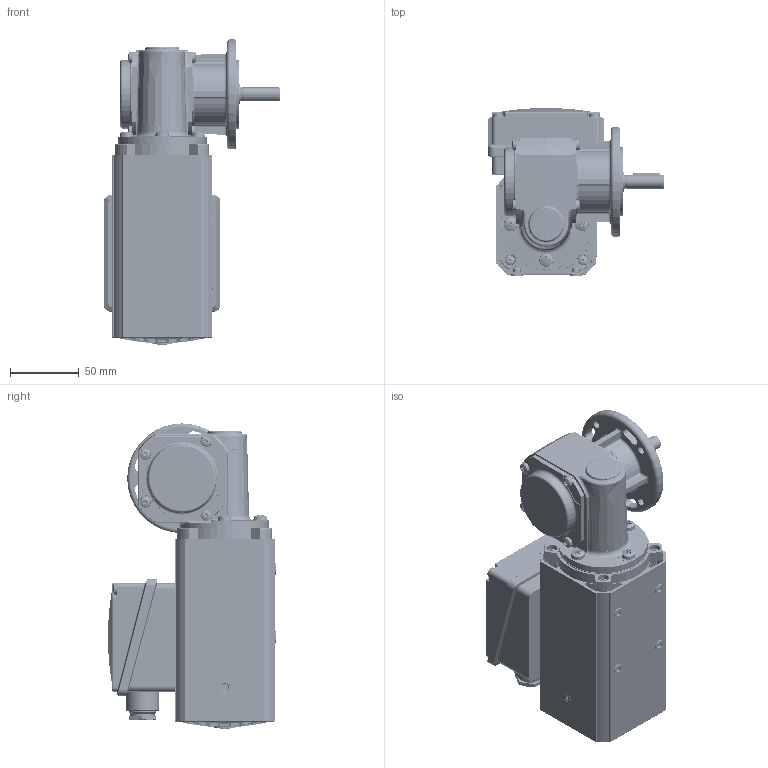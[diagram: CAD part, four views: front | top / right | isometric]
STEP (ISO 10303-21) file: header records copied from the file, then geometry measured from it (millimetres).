
FILE_DESCRIPTION (( 'STEP AP214' ), '1' );
FILE_NAME ('Motor IGLU65-40 mit Getr. VE31-K-R-31.STEP', '2017-12-11T10:14:28', ( 'gfeller' ), ( '' ), 'SwSTEP 2.0', 'SolidWorks 2017', '' );
FILE_SCHEMA (( 'AUTOMOTIVE_DESIGN' ));
Length unit declared in the file: millimetre
Products named in the file (1): Motor IGLU65-40 mit Getr. VE31-K-R-31
Bounding box: 128.5 x 122.5 x 222.5 mm (x, y, z)
Volume: 525395.5 mm3; surface area: 349704.5 mm2
Topology: 102 solids, 104 shells, 5910 faces, 14385 edges, 8475 vertices
Faces by surface type: plane 2123, cylinder 2071, cone 740, torus 495, sphere 262, bspline 219
Entity records: 251016 total; most frequent: CARTESIAN_POINT 48490, DIRECTION 29590, ORIENTED_EDGE 28082, EDGE_CURVE 14041, AXIS2_PLACEMENT_3D 11568, VERTEX_POINT 8451, LINE 6454, VECTOR 6454
